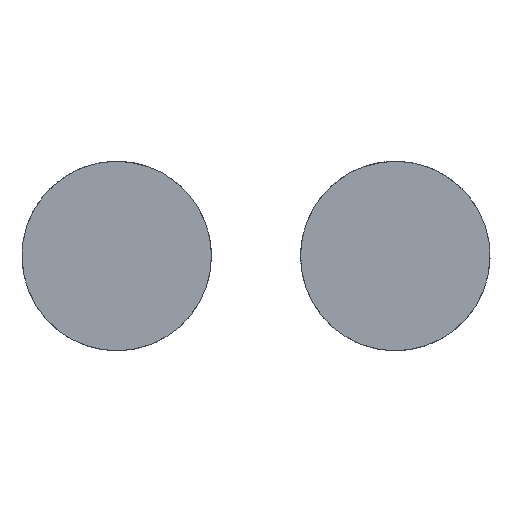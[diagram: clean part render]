
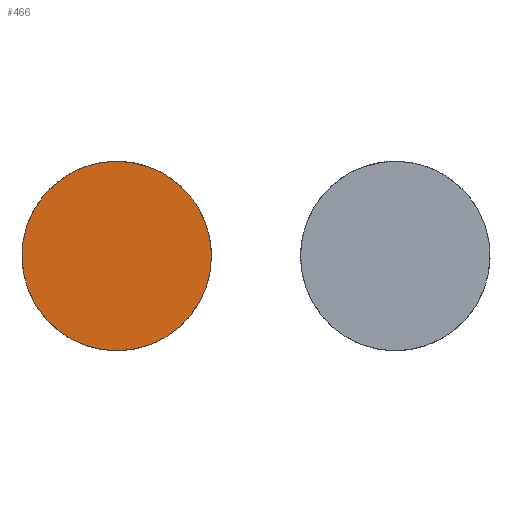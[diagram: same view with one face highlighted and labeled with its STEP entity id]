
A CAD part, left-side view. The second image highlights one B-rep face of the part: STEP entity #466.
In plain terms, the highlighted face is planar.
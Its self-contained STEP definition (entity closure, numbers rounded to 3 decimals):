
#351=DIRECTION(' ',(-0.,-0.,-1.));
#356=CARTESIAN_POINT(' ',(-34.176,-34.176,0.));
#361=DIRECTION(' ',(0.,1.,0.));
#366=AXIS2_PLACEMENT_3D(' ',#356,#351,#361);
#371=PLANE('',#366);
#376=CARTESIAN_POINT(' ',(0.,0.,0.));
#381=DIRECTION(' ',(0.,-0.,1.));
#386=DIRECTION(' ',(-0.878,-0.479,0.));
#391=AXIS2_PLACEMENT_3D(' ',#376,#381,#386);
#396=CIRCLE('',#391,34.);
#401=CARTESIAN_POINT(' ',(-29.838,-16.3,0.));
#402=VERTEX_POINT(' ',#401);
#406=CARTESIAN_POINT(' ',(29.838,16.3,0.));
#407=VERTEX_POINT(' ',#406);
#411=EDGE_CURVE(' ',#402,#407,#396,.T.);
#416=ORIENTED_EDGE(' ',*,*,#411,.F.);
#421=CARTESIAN_POINT(' ',(0.,0.,0.));
#426=DIRECTION(' ',(0.,0.,1.));
#431=DIRECTION(' ',(0.878,0.479,0.));
#436=AXIS2_PLACEMENT_3D(' ',#421,#426,#431);
#441=CIRCLE('',#436,34.);
#446=EDGE_CURVE(' ',#407,#402,#441,.T.);
#451=ORIENTED_EDGE(' ',*,*,#446,.F.);
#456=EDGE_LOOP(' ',(#416,#451));
#461=FACE_OUTER_BOUND(' ',#456,.T.);
#466=ADVANCED_FACE('',(#461),#371,.T.);
